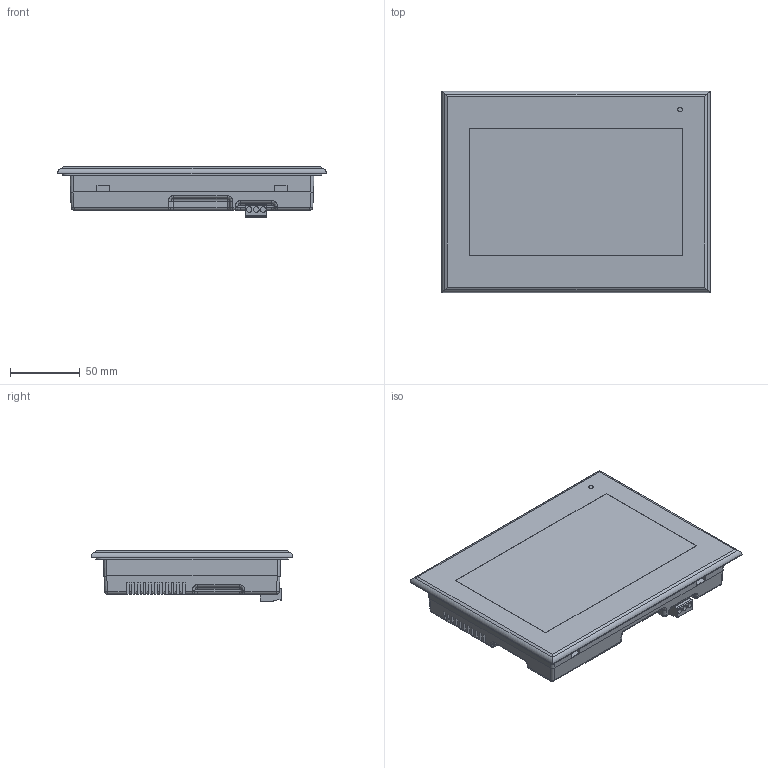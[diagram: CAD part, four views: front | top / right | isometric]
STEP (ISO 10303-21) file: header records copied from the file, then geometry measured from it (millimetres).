
FILE_DESCRIPTION(('CATIA V5 STEP Exchange','CAx-IF Rec.Pracs.--- Model Styling and Organization---1.5--- 2016-08-15','CAx-IF Rec.Pracs.---Supplemental Geometry---1.0---2011-11-01','CAx-IF Rec.Pracs.--- Composite Materials ---1.1---2010-07-15'),'2;1');
FILE_NAME ('D1444543_4', '2025-04-11T07:43:44+00:00', ('none'), ('Weidmueller'), 'CATIA Version 5-6 Release 2022 SP4 HF5', 'CATIA V5 STEP AP214 v3', 'none');
FILE_SCHEMA(('AUTOMOTIVE_DESIGN { 1 0 10303 214 1 1 1 1 }'));
Length unit declared in the file: millimetre
Products named in the file (1): S3D_UV66_ECO_7_RES_W
Bounding box: 192 x 144 x 36.01 mm (x, y, z)
Volume: 684305.9 mm3; surface area: 79008.3 mm2
Topology: 1 solids, 1 shells, 588 faces, 1588 edges, 1016 vertices
Faces by surface type: plane 440, cylinder 120, sphere 16, bspline 6, torus 6
Entity records: 18123 total; most frequent: CARTESIAN_POINT 3852, ORIENTED_EDGE 3152, DIRECTION 2246, EDGE_CURVE 1576, VECTOR 1305, LINE 1305, VERTEX_POINT 1016, EDGE_LOOP 614
